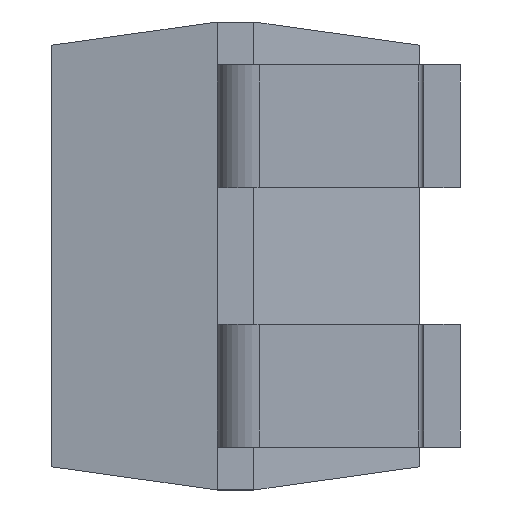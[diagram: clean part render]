
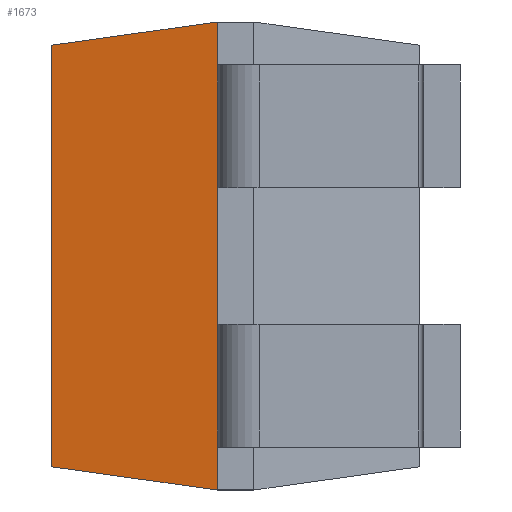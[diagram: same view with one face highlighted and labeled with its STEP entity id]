
A CAD part, left-side view. The second image highlights one B-rep face of the part: STEP entity #1673.
In plain terms, the highlighted planar face has unit normal (-0.99, 0.139, 0).
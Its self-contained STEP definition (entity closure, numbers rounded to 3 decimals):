
#71 = AXIS2_PLACEMENT_3D ( 'NONE', #485, #817, #1310 ) ;
#95 = DIRECTION ( 'NONE',  ( -0.138, -0.981, 0.138 ) ) ;
#103 = DIRECTION ( 'NONE',  ( -0.138, -0.981, -0.138 ) ) ;
#237 = LINE ( 'NONE', #805, #1143 ) ;
#264 = FACE_OUTER_BOUND ( 'NONE', #1282, .T. ) ;
#275 = CARTESIAN_POINT ( 'NONE',  ( -3.25, 2.38, 2.29 ) ) ;
#405 = LINE ( 'NONE', #1296, #809 ) ;
#430 = EDGE_CURVE ( 'NONE', #1515, #583, #405, .T. ) ;
#485 = CARTESIAN_POINT ( 'NONE',  ( -3.25, 2.38, -2.29 ) ) ;
#583 = VERTEX_POINT ( 'NONE', #2048 ) ;
#750 = LINE ( 'NONE', #275, #2103 ) ;
#784 = DIRECTION ( 'NONE',  ( 0., 0., 1. ) ) ;
#805 = CARTESIAN_POINT ( 'NONE',  ( -3.25, 2.38, -2.29 ) ) ;
#809 = VECTOR ( 'NONE', #1634, 1000. ) ;
#817 = DIRECTION ( 'NONE',  ( -0.99, 0.139, 0. ) ) ;
#822 = CARTESIAN_POINT ( 'NONE',  ( -3.25, 2.38, 2.29 ) ) ;
#880 = CARTESIAN_POINT ( 'NONE',  ( -3.25, 2.38, -2.29 ) ) ;
#923 = ORIENTED_EDGE ( 'NONE', *, *, #2006, .T. ) ;
#1143 = VECTOR ( 'NONE', #784, 1000. ) ;
#1259 = EDGE_CURVE ( 'NONE', #1910, #1357, #237, .T. ) ;
#1282 = EDGE_LOOP ( 'NONE', ( #1304, #1906, #1547, #923 ) ) ;
#1296 = CARTESIAN_POINT ( 'NONE',  ( -3.022, 4., -2.29 ) ) ;
#1304 = ORIENTED_EDGE ( 'NONE', *, *, #1259, .T. ) ;
#1310 = DIRECTION ( 'NONE',  ( -0.139, -0.99, 0. ) ) ;
#1357 = VERTEX_POINT ( 'NONE', #822 ) ;
#1428 = CARTESIAN_POINT ( 'NONE',  ( -3.25, 2.38, -2.29 ) ) ;
#1508 = LINE ( 'NONE', #1428, #2105 ) ;
#1515 = VERTEX_POINT ( 'NONE', #2027 ) ;
#1547 = ORIENTED_EDGE ( 'NONE', *, *, #430, .F. ) ;
#1626 = PLANE ( 'NONE',  #71 ) ;
#1634 = DIRECTION ( 'NONE',  ( 0., 0., 1. ) ) ;
#1673 = ADVANCED_FACE ( 'NONE', ( #264 ), #1626, .T. ) ;
#1906 = ORIENTED_EDGE ( 'NONE', *, *, #2077, .F. ) ;
#1910 = VERTEX_POINT ( 'NONE', #880 ) ;
#2006 = EDGE_CURVE ( 'NONE', #1515, #1910, #1508, .T. ) ;
#2027 = CARTESIAN_POINT ( 'NONE',  ( -3.022, 4., -2.062 ) ) ;
#2048 = CARTESIAN_POINT ( 'NONE',  ( -3.022, 4., 2.062 ) ) ;
#2077 = EDGE_CURVE ( 'NONE', #583, #1357, #750, .T. ) ;
#2103 = VECTOR ( 'NONE', #95, 1000. ) ;
#2105 = VECTOR ( 'NONE', #103, 1000. ) ;
